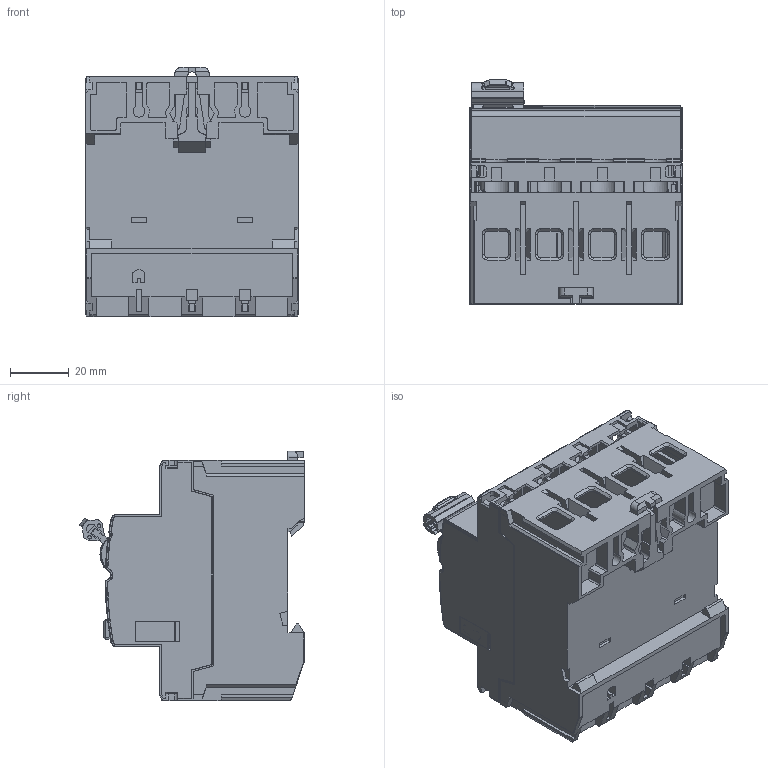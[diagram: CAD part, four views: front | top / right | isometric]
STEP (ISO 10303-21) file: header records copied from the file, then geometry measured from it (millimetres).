
FILE_DESCRIPTION(/* description */ (''),/* implementation_level */ '2;1');
FILE_NAME(/* name */ '1716.stp',/* time_stamp */ '2021-01-20T15:22:02+08:00',/* author */ (''),/* organization */ (''),/* preprocessor_version */ 'ST-DEVELOPER v14',/* originating_system */ 'SIEMENS PLM Software NX 8.0',/* authorisation */ '');
FILE_SCHEMA (('AP203_CONFIGURATION_CONTROLLED_3D_DESIGN_OF_MECHANICAL_PARTS_AND_ASSEMBLIES_MIM_LF { 1 0 10303 403 2 1 2}'));
Products named in the file (1): JS490AEC737981n7
Bounding box: 72 x 76.14 x 84.58 mm (x, y, z)
Volume: 79703.6 mm3; surface area: 112171.9 mm2
Topology: 9 solids, 9 shells, 5674 faces, 15981 edges, 10409 vertices
Faces by surface type: plane 4498, cylinder 901, torus 107, cone 83, bspline 49, sphere 32, extrusion 4
Entity records: 185250 total; most frequent: CARTESIAN_POINT 38846, ORIENTED_EDGE 31948, DIRECTION 28417, EDGE_CURVE 15974, VECTOR 12567, LINE 12563, VERTEX_POINT 10409, AXIS2_PLACEMENT_3D 7925
